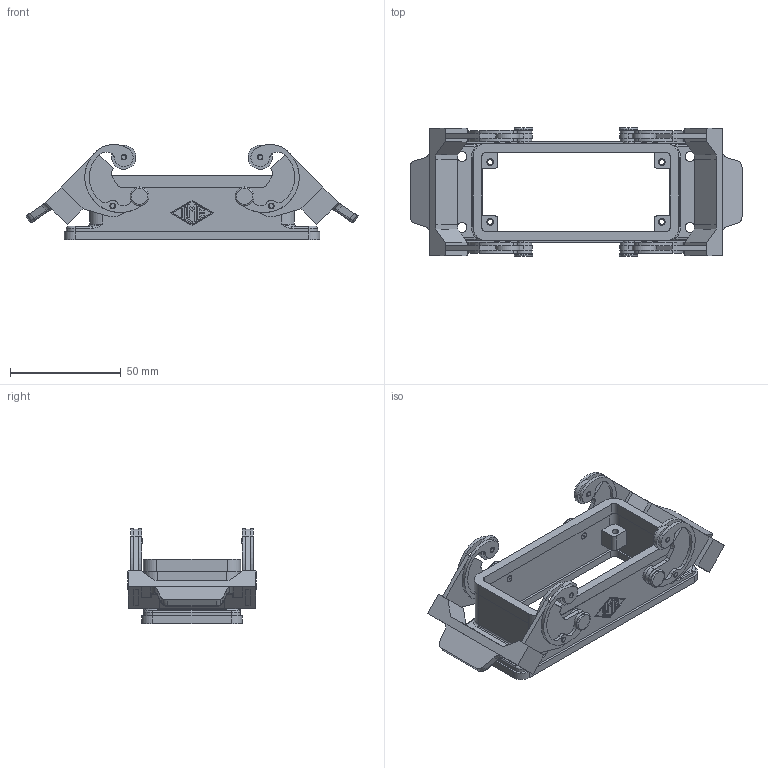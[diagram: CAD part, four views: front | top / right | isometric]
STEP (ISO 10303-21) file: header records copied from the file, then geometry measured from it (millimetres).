
FILE_DESCRIPTION(('Creo Elements/Direct Modeling STEP Export'),'2;1');
FILE_NAME('0ln7uvk45o885661284','2016-11-16T16:32:41',(''),(''),'PTC Creo Elements/Direct Modeling STEP processor for AP214 (Solid Model)','PTC Creo Elements/Direct Modeling 19.0E 27-Jun-2016 (C) Parametric Technology GmbH','');
FILE_SCHEMA(('AUTOMOTIVE_DESIGN { 1 0 10303 214 1 1 1 1 }'));
Length unit declared in the file: millimetre
Products named in the file (1): CHIE_16
Bounding box: 149.99 x 58 x 42.94 mm (x, y, z)
Volume: 53083.6 mm3; surface area: 36703.8 mm2
Topology: 1 solids, 5 shells, 757 faces, 2019 edges, 1310 vertices
Faces by surface type: cylinder 334, plane 327, torus 56, bspline 24, cone 16
Entity records: 32715 total; most frequent: CARTESIAN_POINT 6931, DIRECTION 4427, ORIENTED_EDGE 4022, EDGE_CURVE 2011, AXIS2_PLACEMENT_3D 1718, VERTEX_POINT 1310, VECTOR 991, LINE 991
